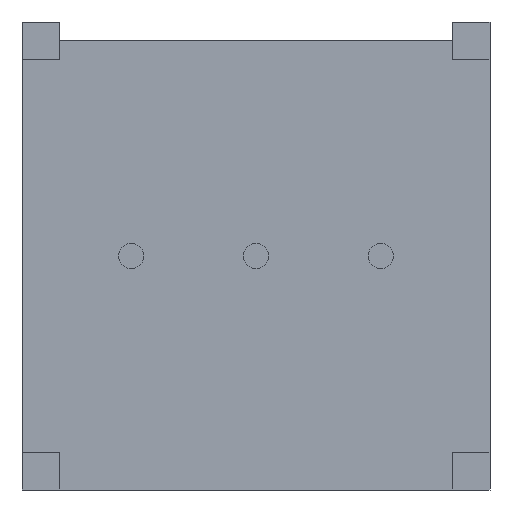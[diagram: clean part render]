
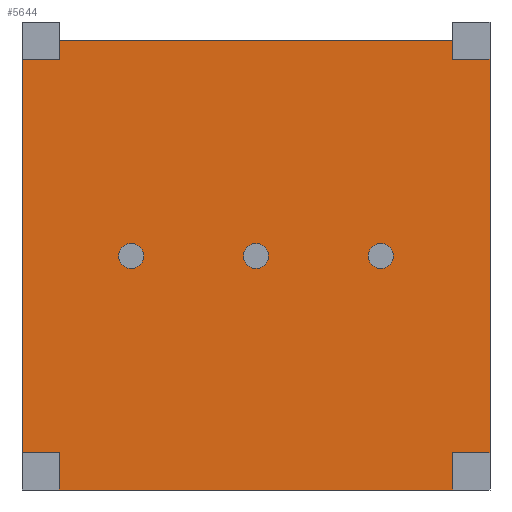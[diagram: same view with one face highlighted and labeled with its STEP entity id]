
A CAD part, front view. The second image highlights one B-rep face of the part: STEP entity #5644.
In plain terms, the highlighted planar face has unit normal (0, -1, 0).
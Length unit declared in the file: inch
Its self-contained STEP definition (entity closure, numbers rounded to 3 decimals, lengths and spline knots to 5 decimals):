
#92 = VECTOR ( 'NONE', #11745, 39.37008 ) ;
#410 = VERTEX_POINT ( 'NONE', #5096 ) ;
#468 = CARTESIAN_POINT ( 'NONE',  ( -0.1575, 0.015, -0.1575 ) ) ;
#501 = ORIENTED_EDGE ( 'NONE', *, *, #949, .F. ) ;
#629 = VECTOR ( 'NONE', #9954, 39.37008 ) ;
#949 = EDGE_CURVE ( 'NONE', #410, #14195, #4710, .T. ) ;
#1071 = EDGE_CURVE ( 'NONE', #1108, #7550, #16665, .T. ) ;
#1108 = VERTEX_POINT ( 'NONE', #11382 ) ;
#1181 = DIRECTION ( 'NONE',  ( 0., 0., -1. ) ) ;
#1220 = LINE ( 'NONE', #12935, #13476 ) ;
#1305 = CARTESIAN_POINT ( 'NONE',  ( 0.1875, 0.015, -0.1575 ) ) ;
#1522 = CARTESIAN_POINT ( 'NONE',  ( 0., 0.015, -0.1575 ) ) ;
#1713 = CARTESIAN_POINT ( 'NONE',  ( 0., 0.015, 0.1575 ) ) ;
#1728 = VERTEX_POINT ( 'NONE', #468 ) ;
#1748 = ORIENTED_EDGE ( 'NONE', *, *, #10400, .T. ) ;
#1772 = LINE ( 'NONE', #16164, #4259 ) ;
#1906 = CARTESIAN_POINT ( 'NONE',  ( 0., 0.015, 0.1575 ) ) ;
#2111 = CARTESIAN_POINT ( 'NONE',  ( 0., 0.015, -0.1875 ) ) ;
#2214 = CARTESIAN_POINT ( 'NONE',  ( -0.1575, 0.015, 0.1575 ) ) ;
#2300 = CARTESIAN_POINT ( 'NONE',  ( -0.1875, 0.015, 0. ) ) ;
#2340 = ORIENTED_EDGE ( 'NONE', *, *, #7524, .T. ) ;
#2371 = EDGE_CURVE ( 'NONE', #10984, #4821, #2791, .T. ) ;
#2420 = CARTESIAN_POINT ( 'NONE',  ( -0.1875, 0.015, 0.1575 ) ) ;
#2780 = LINE ( 'NONE', #1522, #11970 ) ;
#2791 = LINE ( 'NONE', #7934, #92 ) ;
#2818 = EDGE_CURVE ( 'NONE', #10725, #1108, #3781, .T. ) ;
#3064 = CARTESIAN_POINT ( 'NONE',  ( -0.1575, 0.015, -0.1875 ) ) ;
#3116 = VERTEX_POINT ( 'NONE', #1305 ) ;
#3251 = VERTEX_POINT ( 'NONE', #10492 ) ;
#3781 = LINE ( 'NONE', #7588, #13571 ) ;
#4094 = DIRECTION ( 'NONE',  ( -1., 0., 0. ) ) ;
#4157 = VERTEX_POINT ( 'NONE', #3064 ) ;
#4213 = ORIENTED_EDGE ( 'NONE', *, *, #2818, .T. ) ;
#4259 = VECTOR ( 'NONE', #4616, 39.37008 ) ;
#4320 = ORIENTED_EDGE ( 'NONE', *, *, #2371, .T. ) ;
#4390 = CARTESIAN_POINT ( 'NONE',  ( 0.1575, 0.015, -0.1575 ) ) ;
#4616 = DIRECTION ( 'NONE',  ( 0., 0., 1. ) ) ;
#4679 = CARTESIAN_POINT ( 'NONE',  ( 0., 0.015, 0. ) ) ;
#4710 = LINE ( 'NONE', #1713, #6236 ) ;
#4821 = VERTEX_POINT ( 'NONE', #4390 ) ;
#4841 = EDGE_CURVE ( 'NONE', #4821, #3116, #11307, .T. ) ;
#5047 = CARTESIAN_POINT ( 'NONE',  ( 0., 0.015, -0.1575 ) ) ;
#5096 = CARTESIAN_POINT ( 'NONE',  ( 0.1575, 0.015, 0.1575 ) ) ;
#5126 = VECTOR ( 'NONE', #12584, 39.37008 ) ;
#5638 = ORIENTED_EDGE ( 'NONE', *, *, #13355, .F. ) ;
#5644 = ADVANCED_FACE ( 'NONE', ( #6107 ), #12363, .T. ) ;
#5974 = LINE ( 'NONE', #7493, #13761 ) ;
#5994 = LINE ( 'NONE', #2300, #5126 ) ;
#6067 = DIRECTION ( 'NONE',  ( 1., 0., 0. ) ) ;
#6107 = FACE_OUTER_BOUND ( 'NONE', #16508, .T. ) ;
#6111 = ORIENTED_EDGE ( 'NONE', *, *, #7826, .F. ) ;
#6236 = VECTOR ( 'NONE', #13662, 39.37008 ) ;
#6340 = EDGE_CURVE ( 'NONE', #4157, #1728, #1772, .T. ) ;
#6647 = ORIENTED_EDGE ( 'NONE', *, *, #1071, .T. ) ;
#6697 = LINE ( 'NONE', #1906, #15921 ) ;
#7316 = VECTOR ( 'NONE', #1181, 39.37008 ) ;
#7493 = CARTESIAN_POINT ( 'NONE',  ( 0.1575, 0.015, 0. ) ) ;
#7524 = EDGE_CURVE ( 'NONE', #9542, #3251, #5994, .T. ) ;
#7550 = VERTEX_POINT ( 'NONE', #2214 ) ;
#7588 = CARTESIAN_POINT ( 'NONE',  ( 0., 0.015, 0.1725 ) ) ;
#7813 = CARTESIAN_POINT ( 'NONE',  ( 0.1575, 0.015, -0.1875 ) ) ;
#7826 = EDGE_CURVE ( 'NONE', #10725, #410, #5974, .T. ) ;
#7927 = DIRECTION ( 'NONE',  ( -1., 0., 0. ) ) ;
#7934 = CARTESIAN_POINT ( 'NONE',  ( 0.1575, 0.015, 0. ) ) ;
#8683 = DIRECTION ( 'NONE',  ( 0., 0., -1. ) ) ;
#9126 = DIRECTION ( 'NONE',  ( 0., 0., 1. ) ) ;
#9407 = ORIENTED_EDGE ( 'NONE', *, *, #4841, .T. ) ;
#9542 = VERTEX_POINT ( 'NONE', #2420 ) ;
#9678 = CARTESIAN_POINT ( 'NONE',  ( 0.1575, 0.015, 0.1725 ) ) ;
#9687 = EDGE_CURVE ( 'NONE', #7550, #9542, #6697, .T. ) ;
#9954 = DIRECTION ( 'NONE',  ( 1., 0., 0. ) ) ;
#9997 = DIRECTION ( 'NONE',  ( 0., -1., 0. ) ) ;
#10400 = EDGE_CURVE ( 'NONE', #4157, #10984, #15020, .T. ) ;
#10492 = CARTESIAN_POINT ( 'NONE',  ( -0.1875, 0.015, -0.1575 ) ) ;
#10725 = VERTEX_POINT ( 'NONE', #9678 ) ;
#10792 = ORIENTED_EDGE ( 'NONE', *, *, #6340, .F. ) ;
#10984 = VERTEX_POINT ( 'NONE', #7813 ) ;
#11307 = LINE ( 'NONE', #5047, #12288 ) ;
#11382 = CARTESIAN_POINT ( 'NONE',  ( -0.1575, 0.015, 0.1725 ) ) ;
#11745 = DIRECTION ( 'NONE',  ( 0., 0., 1. ) ) ;
#11970 = VECTOR ( 'NONE', #7927, 39.37008 ) ;
#12081 = AXIS2_PLACEMENT_3D ( 'NONE', #4679, #9997, #15053 ) ;
#12288 = VECTOR ( 'NONE', #6067, 39.37008 ) ;
#12318 = CARTESIAN_POINT ( 'NONE',  ( 0.1875, 0.015, 0.1575 ) ) ;
#12363 = PLANE ( 'NONE',  #12081 ) ;
#12584 = DIRECTION ( 'NONE',  ( 0., 0., -1. ) ) ;
#12935 = CARTESIAN_POINT ( 'NONE',  ( 0.1875, 0.015, 0. ) ) ;
#13060 = ORIENTED_EDGE ( 'NONE', *, *, #14735, .T. ) ;
#13355 = EDGE_CURVE ( 'NONE', #1728, #3251, #2780, .T. ) ;
#13476 = VECTOR ( 'NONE', #9126, 39.37008 ) ;
#13547 = ORIENTED_EDGE ( 'NONE', *, *, #9687, .T. ) ;
#13571 = VECTOR ( 'NONE', #4094, 39.37008 ) ;
#13662 = DIRECTION ( 'NONE',  ( 1., 0., 0. ) ) ;
#13761 = VECTOR ( 'NONE', #8683, 39.37008 ) ;
#13986 = CARTESIAN_POINT ( 'NONE',  ( -0.1575, 0.015, 0. ) ) ;
#14195 = VERTEX_POINT ( 'NONE', #12318 ) ;
#14636 = DIRECTION ( 'NONE',  ( -1., 0., 0. ) ) ;
#14735 = EDGE_CURVE ( 'NONE', #3116, #14195, #1220, .T. ) ;
#15020 = LINE ( 'NONE', #2111, #629 ) ;
#15053 = DIRECTION ( 'NONE',  ( 0., 0., -1. ) ) ;
#15921 = VECTOR ( 'NONE', #14636, 39.37008 ) ;
#16164 = CARTESIAN_POINT ( 'NONE',  ( -0.1575, 0.015, 0. ) ) ;
#16508 = EDGE_LOOP ( 'NONE', ( #13060, #501, #6111, #4213, #6647, #13547, #2340, #5638, #10792, #1748, #4320, #9407 ) ) ;
#16665 = LINE ( 'NONE', #13986, #7316 ) ;
